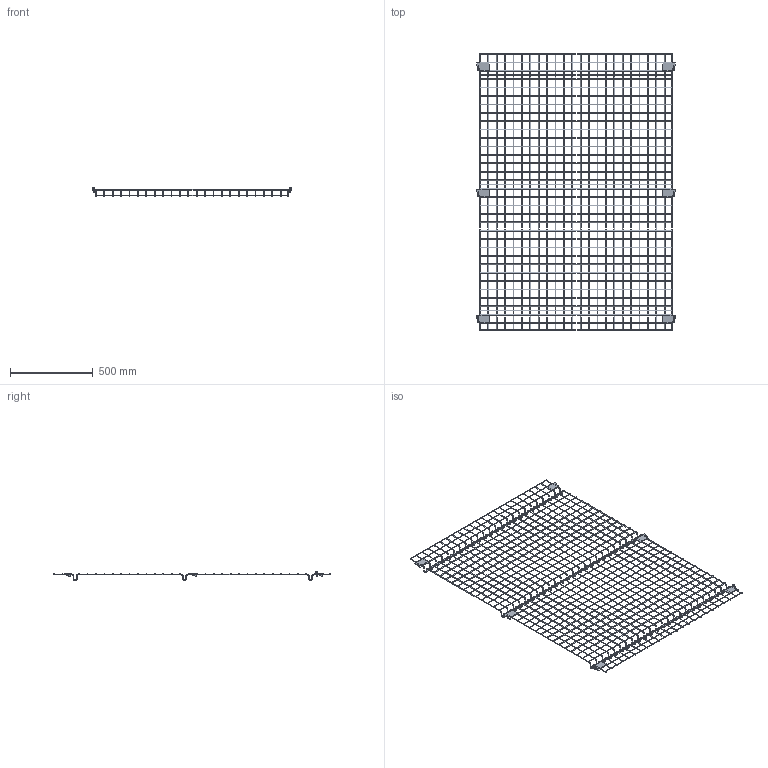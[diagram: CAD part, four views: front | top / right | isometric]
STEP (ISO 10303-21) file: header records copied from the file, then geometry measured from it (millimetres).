
FILE_DESCRIPTION (( 'STEP AP214' ), '1' );
FILE_NAME ('X04666.STEP', '2024-02-23T11:14:01', ( '' ), ( '' ), 'SwSTEP 2.0', 'SolidWorks 2023', '' );
FILE_SCHEMA (( 'AUTOMOTIVE_DESIGN' ));
Length unit declared in the file: inch
Products named in the file (1): X04666
Bounding box: 1201.75 x 1673.22 x 53.41 mm (x, y, z)
Volume: 1195535.6 mm3; surface area: 1159141.8 mm2
Topology: 71 solids, 71 shells, 939 faces, 2154 edges, 1361 vertices
Faces by surface type: cylinder 397, bspline 300, plane 230, cone 12
Full cylindrical faces by diameter (mm): 4.064 x349, 4.763 x2, 5.105 x2, 6.229 x2, 6.35 x2
Entity records: 27785 total; most frequent: CARTESIAN_POINT 11556, DIRECTION 3168, ORIENTED_EDGE 2236, EDGE_LOOP 1612, FACE_OUTER_BOUND 1592, AXIS2_PLACEMENT_3D 1442, EDGE_CURVE 1118, VERTEX_POINT 990
